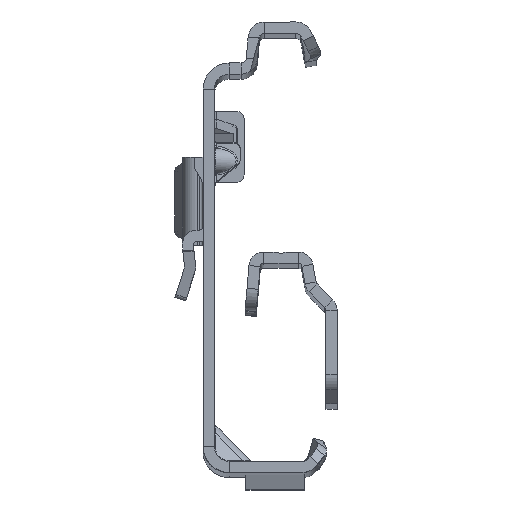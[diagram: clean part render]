
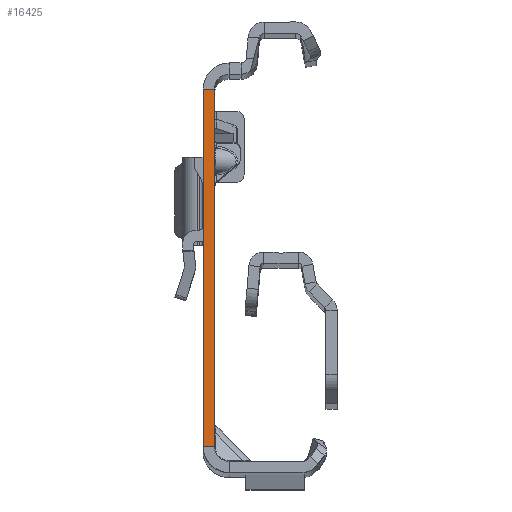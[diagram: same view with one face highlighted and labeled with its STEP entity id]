
A CAD part, top view. The second image highlights one B-rep face of the part: STEP entity #16425.
In plain terms, the highlighted planar face has unit normal (0, 0, 1).
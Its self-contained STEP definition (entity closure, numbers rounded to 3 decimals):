
#6377 = EDGE_CURVE ( 'NONE', #14795, #29975, #28091, .T. ) ;
#7599 = CARTESIAN_POINT ( 'NONE',  ( 0., 22.135, 0. ) ) ;
#7795 = VECTOR ( 'NONE', #20478, 1000. ) ;
#11188 = CARTESIAN_POINT ( 'NONE',  ( -1.5, 22.135, 0. ) ) ;
#11199 = CARTESIAN_POINT ( 'NONE',  ( 0., 22.135, 0. ) ) ;
#14398 = CARTESIAN_POINT ( 'NONE',  ( -1.5, -25.865, 0. ) ) ;
#14795 = VERTEX_POINT ( 'NONE', #20889 ) ;
#15648 = PLANE ( 'NONE',  #35296 ) ;
#16425 = ADVANCED_FACE ( 'NONE', ( #19778 ), #15648, .T. ) ;
#17213 = EDGE_LOOP ( 'NONE', ( #39669, #40365, #46644, #35760 ) ) ;
#18560 = DIRECTION ( 'NONE',  ( -1., 0., 0. ) ) ;
#19769 = VERTEX_POINT ( 'NONE', #7599 ) ;
#19778 = FACE_OUTER_BOUND ( 'NONE', #17213, .T. ) ;
#20478 = DIRECTION ( 'NONE',  ( 0., -1., 0. ) ) ;
#20889 = CARTESIAN_POINT ( 'NONE',  ( 0., -25.865, 0. ) ) ;
#21800 = DIRECTION ( 'NONE',  ( 0., -1., 0. ) ) ;
#22203 = LINE ( 'NONE', #11199, #29213 ) ;
#23489 = CARTESIAN_POINT ( 'NONE',  ( 0., -25.865, 0. ) ) ;
#26847 = DIRECTION ( 'NONE',  ( 1., 0., 0. ) ) ;
#28091 = LINE ( 'NONE', #23489, #38961 ) ;
#29213 = VECTOR ( 'NONE', #18560, 1000. ) ;
#29975 = VERTEX_POINT ( 'NONE', #14398 ) ;
#30037 = EDGE_CURVE ( 'NONE', #19769, #34751, #22203, .T. ) ;
#31598 = VECTOR ( 'NONE', #21800, 1000. ) ;
#32071 = LINE ( 'NONE', #42942, #31598 ) ;
#34401 = CARTESIAN_POINT ( 'NONE',  ( -1.5, -27.865, 0. ) ) ;
#34751 = VERTEX_POINT ( 'NONE', #11188 ) ;
#35296 = AXIS2_PLACEMENT_3D ( 'NONE', #34401, #42129, #26847 ) ;
#35760 = ORIENTED_EDGE ( 'NONE', *, *, #6377, .F. ) ;
#38961 = VECTOR ( 'NONE', #42176, 1000. ) ;
#39669 = ORIENTED_EDGE ( 'NONE', *, *, #42874, .F. ) ;
#40365 = ORIENTED_EDGE ( 'NONE', *, *, #30037, .T. ) ;
#42129 = DIRECTION ( 'NONE',  ( 0., 0., 1. ) ) ;
#42176 = DIRECTION ( 'NONE',  ( -1., 0., 0. ) ) ;
#42563 = EDGE_CURVE ( 'NONE', #34751, #29975, #43055, .T. ) ;
#42874 = EDGE_CURVE ( 'NONE', #19769, #14795, #32071, .T. ) ;
#42942 = CARTESIAN_POINT ( 'NONE',  ( 0., -27.865, 0. ) ) ;
#43055 = LINE ( 'NONE', #46934, #7795 ) ;
#46644 = ORIENTED_EDGE ( 'NONE', *, *, #42563, .T. ) ;
#46934 = CARTESIAN_POINT ( 'NONE',  ( -1.5, -27.865, 0. ) ) ;
